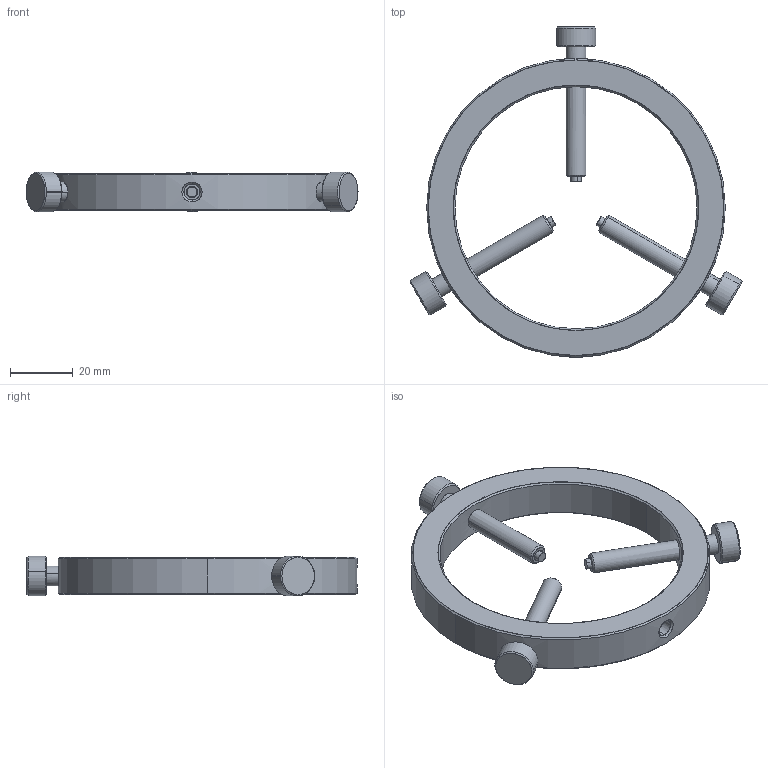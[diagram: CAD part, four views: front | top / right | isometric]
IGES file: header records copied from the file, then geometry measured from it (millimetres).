
Start section: SolidWorks IGES file using analytic representation for surfaces
Global section: file name: Web Model 36605_Default.igs; native system: SolidWorks 2016; preprocessor: SolidWorks 2016; author: NDamraksa; date: 180907.104002; units: millimetre
Bounding box: 105.59 x 105.03 x 12.7 mm (x, y, z)
Surface area: 14439.3 mm2 (no closed solid volume)
Topology: 0 solids, 0 shells, 107 faces, 1659 edges, 1653 vertices
Faces by surface type: revolution 80, bspline 27
